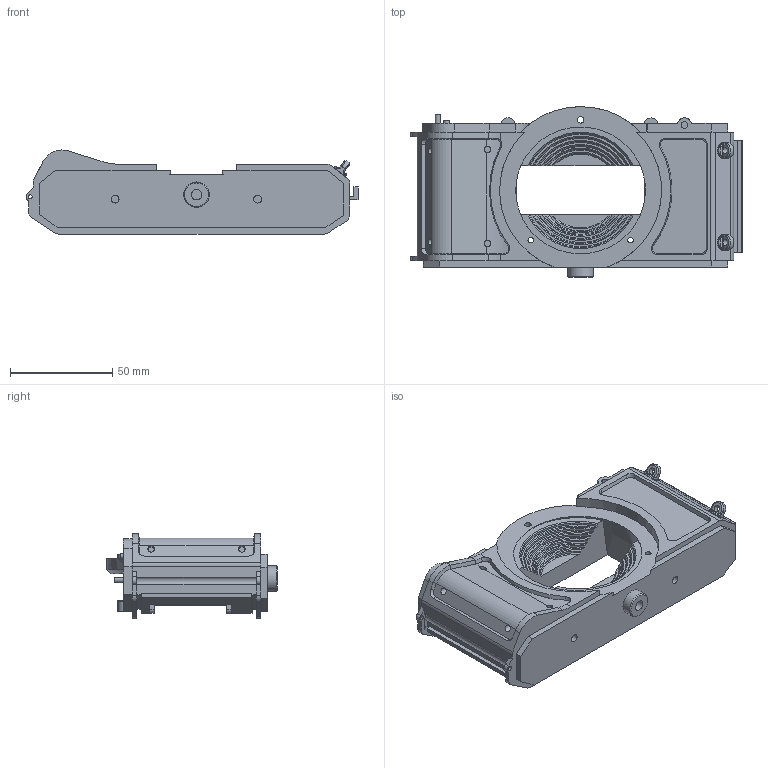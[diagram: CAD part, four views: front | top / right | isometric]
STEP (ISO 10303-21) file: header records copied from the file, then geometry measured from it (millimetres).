
FILE_DESCRIPTION(/* description */ (''),/* implementation_level */ '2;1');
FILE_NAME(/* name */ 'Body-grip.step',/* time_stamp */ '2020-06-08T16:52:50+02:00',/* author */ (''),/* organization */ (''),/* preprocessor_version */ 'ST-DEVELOPER v18.1',/* originating_system */ 'Autodesk Translation Framework v9.3.0.1241',/* authorisation */ '');
FILE_SCHEMA (('AUTOMOTIVE_DESIGN { 1 0 10303 214 3 1 1 }'));
Length unit declared in the file: millimetre
Products named in the file (1): Body
Bounding box: 162.5 x 83.54 x 41.17 mm (x, y, z)
Volume: 185573.1 mm3; surface area: 53461 mm2
Topology: 2 solids, 2 shells, 435 faces, 1176 edges, 768 vertices
Faces by surface type: plane 242, cylinder 119, cone 46, bspline 26, sphere 2
Full cylindrical faces by diameter (mm): 1.968 x1, 2 x2, 2.6 x3, 2.7 x2, 3.2 x11, 3.3 x2, 3.8 x1, 3.88 x2, 5 x3, 5.105 x1, 6.248 x1, 7.5 x2, 8.3 x1, 10.999 x2, 12.5 x2
Entity records: 14442 total; most frequent: CARTESIAN_POINT 3489, ORIENTED_EDGE 2352, DIRECTION 2189, EDGE_CURVE 1176, VERTEX_POINT 768, LINE 735, VECTOR 735, AXIS2_PLACEMENT_3D 727
